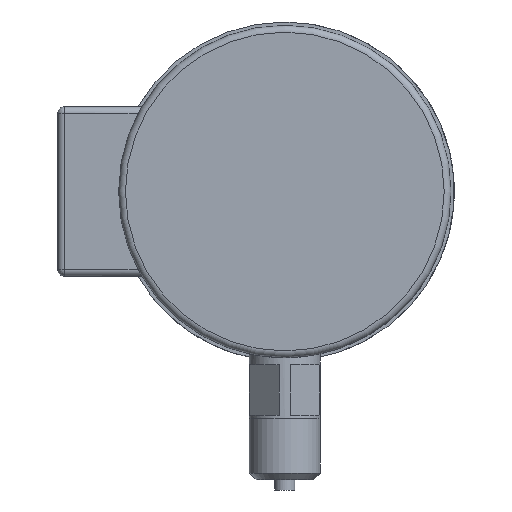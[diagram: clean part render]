
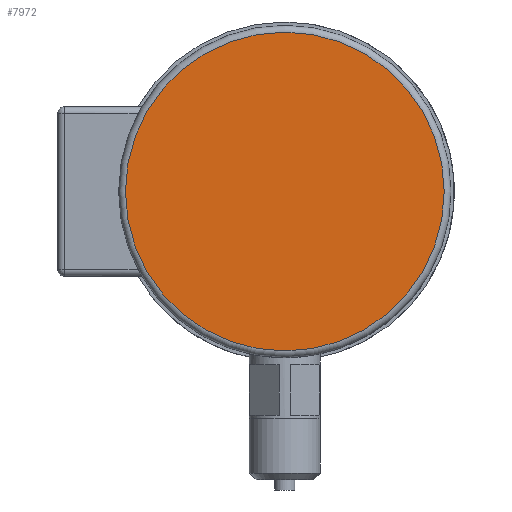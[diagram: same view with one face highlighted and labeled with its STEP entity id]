
A CAD part, left-side view. The second image highlights one B-rep face of the part: STEP entity #7972.
In plain terms, the highlighted planar face has unit normal (-1, 0, 0).
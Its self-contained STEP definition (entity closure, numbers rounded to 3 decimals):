
#232=CIRCLE('',#8523,47.);
#233=CIRCLE('',#8524,47.);
#711=FACE_OUTER_BOUND('',#1224,.T.);
#1224=EDGE_LOOP('',(#7115,#7116));
#3864=VERTEX_POINT('',#13002);
#3865=VERTEX_POINT('',#13004);
#4950=EDGE_CURVE('',#3864,#3865,#232,.T.);
#4951=EDGE_CURVE('',#3865,#3864,#233,.T.);
#7115=ORIENTED_EDGE('',*,*,#4951,.F.);
#7116=ORIENTED_EDGE('',*,*,#4950,.F.);
#7534=PLANE('',#8528);
#7972=ADVANCED_FACE('',(#711),#7534,.F.);
#8523=AXIS2_PLACEMENT_3D('',#13005,#10544,#10545);
#8524=AXIS2_PLACEMENT_3D('',#13006,#10546,#10547);
#8528=AXIS2_PLACEMENT_3D('',#13011,#10555,#10556);
#10544=DIRECTION('center_axis',(1.,0.,0.));
#10545=DIRECTION('ref_axis',(0.,-1.,0.));
#10546=DIRECTION('center_axis',(1.,0.,0.));
#10547=DIRECTION('ref_axis',(0.,-1.,0.));
#10555=DIRECTION('center_axis',(1.,0.,0.));
#10556=DIRECTION('ref_axis',(0.,0.,-1.));
#13002=CARTESIAN_POINT('',(0.,0.,47.));
#13004=CARTESIAN_POINT('',(0.,47.,0.));
#13005=CARTESIAN_POINT('Origin',(0.,0.,0.));
#13006=CARTESIAN_POINT('Origin',(0.,0.,0.));
#13011=CARTESIAN_POINT('Origin',(0.,0.,0.));
